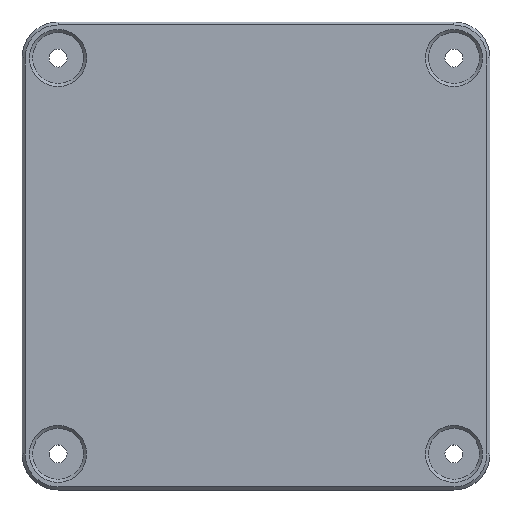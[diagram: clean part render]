
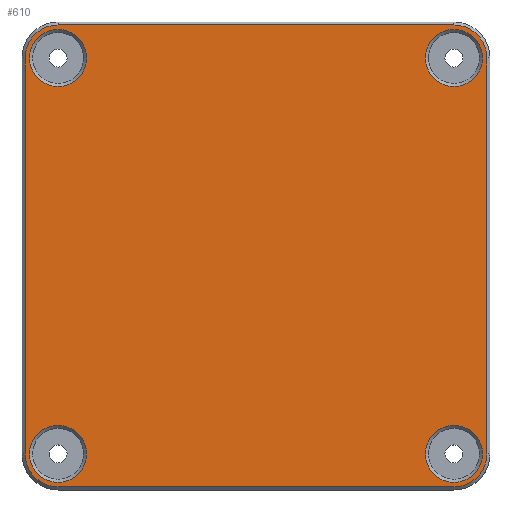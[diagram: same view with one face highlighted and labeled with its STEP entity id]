
A CAD part, top view. The second image highlights one B-rep face of the part: STEP entity #610.
In plain terms, the highlighted planar face has unit normal (0, 0, 1).
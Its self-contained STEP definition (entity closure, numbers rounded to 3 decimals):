
#28=FACE_BOUND('',#99,.T.);
#29=FACE_BOUND('',#100,.T.);
#30=FACE_BOUND('',#101,.T.);
#31=FACE_BOUND('',#102,.T.);
#40=PLANE('',#665);
#59=FACE_OUTER_BOUND('',#98,.T.);
#98=EDGE_LOOP('',(#431,#432,#433,#434,#435,#436,#437,#438));
#99=EDGE_LOOP('',(#439));
#100=EDGE_LOOP('',(#440));
#101=EDGE_LOOP('',(#441));
#102=EDGE_LOOP('',(#442));
#149=LINE('',#950,#200);
#150=LINE('',#954,#201);
#151=LINE('',#958,#202);
#152=LINE('',#962,#203);
#200=VECTOR('',#748,10.);
#201=VECTOR('',#751,10.);
#202=VECTOR('',#754,10.);
#203=VECTOR('',#757,10.);
#250=CIRCLE('',#663,4.75);
#252=CIRCLE('',#666,5.5);
#253=CIRCLE('',#667,5.5);
#254=CIRCLE('',#668,5.5);
#255=CIRCLE('',#669,5.5);
#256=CIRCLE('',#670,4.75);
#257=CIRCLE('',#671,4.75);
#258=CIRCLE('',#672,4.75);
#286=VERTEX_POINT('',#942);
#288=VERTEX_POINT('',#948);
#289=VERTEX_POINT('',#949);
#290=VERTEX_POINT('',#951);
#291=VERTEX_POINT('',#953);
#292=VERTEX_POINT('',#955);
#293=VERTEX_POINT('',#957);
#294=VERTEX_POINT('',#959);
#295=VERTEX_POINT('',#961);
#296=VERTEX_POINT('',#964);
#297=VERTEX_POINT('',#966);
#298=VERTEX_POINT('',#968);
#340=EDGE_CURVE('',#286,#286,#250,.T.);
#343=EDGE_CURVE('',#288,#289,#149,.T.);
#344=EDGE_CURVE('',#290,#288,#252,.T.);
#345=EDGE_CURVE('',#291,#290,#150,.T.);
#346=EDGE_CURVE('',#292,#291,#253,.T.);
#347=EDGE_CURVE('',#293,#292,#151,.T.);
#348=EDGE_CURVE('',#294,#293,#254,.T.);
#349=EDGE_CURVE('',#295,#294,#152,.T.);
#350=EDGE_CURVE('',#289,#295,#255,.T.);
#351=EDGE_CURVE('',#296,#296,#256,.T.);
#352=EDGE_CURVE('',#297,#297,#257,.T.);
#353=EDGE_CURVE('',#298,#298,#258,.T.);
#431=ORIENTED_EDGE('',*,*,#343,.F.);
#432=ORIENTED_EDGE('',*,*,#344,.F.);
#433=ORIENTED_EDGE('',*,*,#345,.F.);
#434=ORIENTED_EDGE('',*,*,#346,.F.);
#435=ORIENTED_EDGE('',*,*,#347,.F.);
#436=ORIENTED_EDGE('',*,*,#348,.F.);
#437=ORIENTED_EDGE('',*,*,#349,.F.);
#438=ORIENTED_EDGE('',*,*,#350,.F.);
#439=ORIENTED_EDGE('',*,*,#351,.F.);
#440=ORIENTED_EDGE('',*,*,#352,.F.);
#441=ORIENTED_EDGE('',*,*,#353,.F.);
#442=ORIENTED_EDGE('',*,*,#340,.F.);
#610=ADVANCED_FACE('',(#59,#28,#29,#30,#31),#40,.T.);
#663=AXIS2_PLACEMENT_3D('',#943,#741,#742);
#665=AXIS2_PLACEMENT_3D('',#947,#746,#747);
#666=AXIS2_PLACEMENT_3D('',#952,#749,#750);
#667=AXIS2_PLACEMENT_3D('',#956,#752,#753);
#668=AXIS2_PLACEMENT_3D('',#960,#755,#756);
#669=AXIS2_PLACEMENT_3D('',#963,#758,#759);
#670=AXIS2_PLACEMENT_3D('',#965,#760,#761);
#671=AXIS2_PLACEMENT_3D('',#967,#762,#763);
#672=AXIS2_PLACEMENT_3D('',#969,#764,#765);
#741=DIRECTION('center_axis',(0.,0.,1.));
#742=DIRECTION('ref_axis',(1.,0.,0.));
#746=DIRECTION('center_axis',(0.,0.,1.));
#747=DIRECTION('ref_axis',(1.,0.,0.));
#748=DIRECTION('',(1.,0.,0.));
#749=DIRECTION('center_axis',(0.,0.,-1.));
#750=DIRECTION('ref_axis',(0.,1.,0.));
#751=DIRECTION('',(0.,1.,0.));
#752=DIRECTION('center_axis',(0.,0.,-1.));
#753=DIRECTION('ref_axis',(-1.,0.,0.));
#754=DIRECTION('',(-1.,0.,0.));
#755=DIRECTION('center_axis',(0.,0.,-1.));
#756=DIRECTION('ref_axis',(0.,-1.,0.));
#757=DIRECTION('',(0.,-1.,0.));
#758=DIRECTION('center_axis',(0.,0.,-1.));
#759=DIRECTION('ref_axis',(1.,0.,0.));
#760=DIRECTION('center_axis',(0.,0.,1.));
#761=DIRECTION('ref_axis',(1.,0.,0.));
#762=DIRECTION('center_axis',(0.,0.,1.));
#763=DIRECTION('ref_axis',(1.,0.,0.));
#764=DIRECTION('center_axis',(0.,0.,1.));
#765=DIRECTION('ref_axis',(1.,0.,0.));
#942=CARTESIAN_POINT('',(28.25,-33.,12.5));
#943=CARTESIAN_POINT('Origin',(33.,-33.,12.5));
#947=CARTESIAN_POINT('Origin',(0.,0.,
12.5));
#948=CARTESIAN_POINT('',(-33.,38.5,12.5));
#949=CARTESIAN_POINT('',(33.,38.5,12.5));
#950=CARTESIAN_POINT('',(16.5,38.5,12.5));
#951=CARTESIAN_POINT('',(-38.5,33.,12.5));
#952=CARTESIAN_POINT('Origin',(-33.,33.,12.5));
#953=CARTESIAN_POINT('',(-38.5,-33.,12.5));
#954=CARTESIAN_POINT('',(-38.5,16.5,12.5));
#955=CARTESIAN_POINT('',(-33.,-38.5,12.5));
#956=CARTESIAN_POINT('Origin',(-33.,-33.,12.5));
#957=CARTESIAN_POINT('',(33.,-38.5,12.5));
#958=CARTESIAN_POINT('',(-16.5,-38.5,12.5));
#959=CARTESIAN_POINT('',(38.5,-33.,12.5));
#960=CARTESIAN_POINT('Origin',(33.,-33.,12.5));
#961=CARTESIAN_POINT('',(38.5,33.,12.5));
#962=CARTESIAN_POINT('',(38.5,13.,12.5));
#963=CARTESIAN_POINT('Origin',(33.,33.,12.5));
#964=CARTESIAN_POINT('',(28.25,33.,12.5));
#965=CARTESIAN_POINT('Origin',(33.,33.,12.5));
#966=CARTESIAN_POINT('',(-37.75,-33.,12.5));
#967=CARTESIAN_POINT('Origin',(-33.,-33.,12.5));
#968=CARTESIAN_POINT('',(-37.75,33.,12.5));
#969=CARTESIAN_POINT('Origin',(-33.,33.,12.5));
